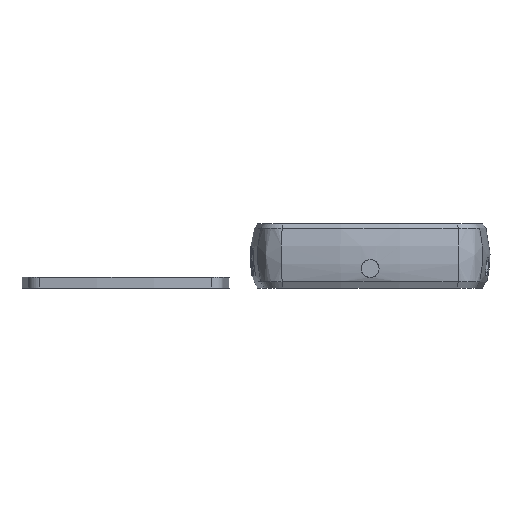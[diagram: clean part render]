
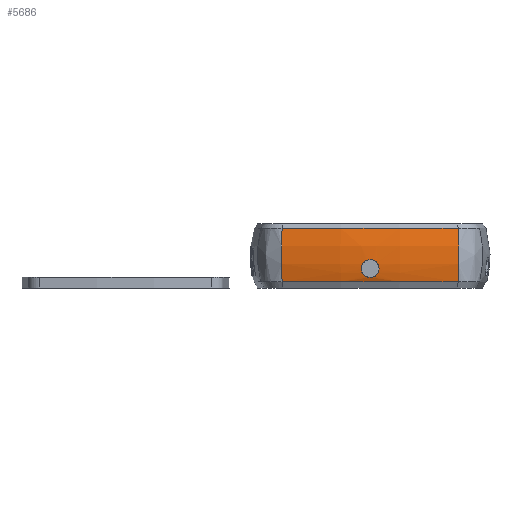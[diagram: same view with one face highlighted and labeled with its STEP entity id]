
A CAD part, front view. The second image highlights one B-rep face of the part: STEP entity #5686.
In plain terms, the highlighted toroidal (fillet/blend) face has major radius 237.96 mm and minor radius 64.548 mm.
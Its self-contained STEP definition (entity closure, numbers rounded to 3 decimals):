
#19=TOROIDAL_SURFACE('',#6231,237.961,64.548);
#101=B_SPLINE_CURVE_WITH_KNOTS('',3,(#10172,#10173,#10174,#10175,#10176,
#10177,#10178,#10179,#10180,#10181,#10182,#10183,#10184,#10185,#10186,#10187,
#10188,#10189,#10190,#10191,#10192,#10193,#10194,#10195,#10196,#10197,#10198,
#10199),.UNSPECIFIED.,.F.,.F.,(4,2,2,2,2,2,2,2,2,2,2,2,2,4),(-3.163,
-2.979,-2.779,-2.579,-2.38,-2.183,
-1.987,-1.787,-1.589,-1.39,
-1.194,-0.996,-0.797,-0.792),
 .UNSPECIFIED.);
#102=B_SPLINE_CURVE_WITH_KNOTS('',3,(#10200,#10201,#10202,#10203,#10204,
#10205,#10206,#10207,#10208,#10209),.UNSPECIFIED.,.F.,.F.,(4,2,2,2,4),(-0.792,
-0.598,-0.396,-0.196,0.),
 .UNSPECIFIED.);
#202=FACE_BOUND('',#949,.T.);
#593=FACE_OUTER_BOUND('',#948,.T.);
#948=EDGE_LOOP('',(#4846,#4847,#4848,#4849));
#949=EDGE_LOOP('',(#4850,#4851));
#2238=CIRCLE('',#6224,64.548);
#2240=CIRCLE('',#6230,300.728);
#2241=CIRCLE('',#6232,300.728);
#2242=CIRCLE('',#6233,64.548);
#2740=VERTEX_POINT('',#10139);
#2741=VERTEX_POINT('',#10151);
#2743=VERTEX_POINT('',#10163);
#2744=VERTEX_POINT('',#10167);
#2745=VERTEX_POINT('',#10170);
#2746=VERTEX_POINT('',#10171);
#3493=EDGE_CURVE('',#2740,#2741,#2238,.T.);
#3498=EDGE_CURVE('',#2740,#2743,#2240,.T.);
#3500=EDGE_CURVE('',#2741,#2744,#2241,.T.);
#3501=EDGE_CURVE('',#2743,#2744,#2242,.T.);
#3502=EDGE_CURVE('',#2745,#2746,#101,.T.);
#3503=EDGE_CURVE('',#2746,#2745,#102,.T.);
#4846=ORIENTED_EDGE('',*,*,#3493,.T.);
#4847=ORIENTED_EDGE('',*,*,#3500,.T.);
#4848=ORIENTED_EDGE('',*,*,#3501,.F.);
#4849=ORIENTED_EDGE('',*,*,#3498,.F.);
#4850=ORIENTED_EDGE('',*,*,#3502,.T.);
#4851=ORIENTED_EDGE('',*,*,#3503,.T.);
#5686=ADVANCED_FACE('',(#593,#202),#19,.T.);
#6224=AXIS2_PLACEMENT_3D('',#10153,#7604,#7605);
#6230=AXIS2_PLACEMENT_3D('',#10164,#7619,#7620);
#6231=AXIS2_PLACEMENT_3D('',#10166,#7622,#7623);
#6232=AXIS2_PLACEMENT_3D('',#10168,#7624,#7625);
#6233=AXIS2_PLACEMENT_3D('',#10169,#7626,#7627);
#7604=DIRECTION('center_axis',(0.986,-0.165,0.));
#7605=DIRECTION('ref_axis',(-0.16,-0.959,0.233));
#7619=DIRECTION('center_axis',(0.,0.,1.));
#7620=DIRECTION('ref_axis',(-0.165,-0.986,0.));
#7622=DIRECTION('center_axis',(0.,0.,1.));
#7623=DIRECTION('ref_axis',(1.,0.,0.));
#7624=DIRECTION('center_axis',(0.,0.,1.));
#7625=DIRECTION('ref_axis',(-0.165,-0.986,0.));
#7626=DIRECTION('center_axis',(0.986,0.165,0.));
#7627=DIRECTION('ref_axis',(0.16,-0.959,0.233));
#10139=CARTESIAN_POINT('',(-49.505,-61.525,33.6));
#10151=CARTESIAN_POINT('',(-49.505,-61.525,3.488));
#10153=CARTESIAN_POINT('Origin',(-39.172,0.386,18.544));
#10163=CARTESIAN_POINT('',(49.505,-61.525,33.6));
#10164=CARTESIAN_POINT('Origin',(0.,235.1,
33.6));
#10166=CARTESIAN_POINT('Origin',(0.,235.1,
18.544));
#10167=CARTESIAN_POINT('',(49.505,-61.525,3.488));
#10168=CARTESIAN_POINT('Origin',(0.,235.1,
3.488));
#10169=CARTESIAN_POINT('Origin',(39.172,0.386,18.544));
#10170=CARTESIAN_POINT('',(0.,-66.158,5.9));
#10171=CARTESIAN_POINT('',(5.,-66.913,10.9));
#10172=CARTESIAN_POINT('Ctrl Pts',(0.,-66.158,
5.9));
#10173=CARTESIAN_POINT('Ctrl Pts',(-0.615,-66.158,
5.9));
#10174=CARTESIAN_POINT('Ctrl Pts',(-1.224,-66.179,
6.013));
#10175=CARTESIAN_POINT('Ctrl Pts',(-2.416,-66.261,
6.472));
#10176=CARTESIAN_POINT('Ctrl Pts',(-2.98,-66.324,
6.831));
#10177=CARTESIAN_POINT('Ctrl Pts',(-3.936,-66.475,7.747));
#10178=CARTESIAN_POINT('Ctrl Pts',(-4.319,-66.561,
8.295));
#10179=CARTESIAN_POINT('Ctrl Pts',(-4.846,-66.736,
9.504));
#10180=CARTESIAN_POINT('Ctrl Pts',(-4.988,-66.823,
10.153));
#10181=CARTESIAN_POINT('Ctrl Pts',(-5.011,-66.98,
11.463));
#10182=CARTESIAN_POINT('Ctrl Pts',(-4.895,-67.05,
12.112));
#10183=CARTESIAN_POINT('Ctrl Pts',(-4.419,-67.168,
13.328));
#10184=CARTESIAN_POINT('Ctrl Pts',(-4.066,-67.214,
13.882));
#10185=CARTESIAN_POINT('Ctrl Pts',(-3.155,-67.287,
14.835));
#10186=CARTESIAN_POINT('Ctrl Pts',(-2.604,-67.312,
15.22));
#10187=CARTESIAN_POINT('Ctrl Pts',(-1.386,-67.346,
15.749));
#10188=CARTESIAN_POINT('Ctrl Pts',(-0.732,-67.353,
15.89));
#10189=CARTESIAN_POINT('Ctrl Pts',(0.591,-67.354,
15.909));
#10190=CARTESIAN_POINT('Ctrl Pts',(1.248,-67.348,15.787));
#10191=CARTESIAN_POINT('Ctrl Pts',(2.47,-67.317,15.297));
#10192=CARTESIAN_POINT('Ctrl Pts',(3.024,-67.294,14.935));
#10193=CARTESIAN_POINT('Ctrl Pts',(3.963,-67.225,14.019));
#10194=CARTESIAN_POINT('Ctrl Pts',(4.338,-67.18,13.472));
#10195=CARTESIAN_POINT('Ctrl Pts',(4.856,-67.066,12.262));
#10196=CARTESIAN_POINT('Ctrl Pts',(4.993,-66.997,11.61));
#10197=CARTESIAN_POINT('Ctrl Pts',(5.,-66.917,10.935));
#10198=CARTESIAN_POINT('Ctrl Pts',(5.,-66.915,10.917));
#10199=CARTESIAN_POINT('Ctrl Pts',(5.,-66.913,10.9));
#10200=CARTESIAN_POINT('Ctrl Pts',(5.,-66.913,10.9));
#10201=CARTESIAN_POINT('Ctrl Pts',(5.,-66.836,10.257));
#10202=CARTESIAN_POINT('Ctrl Pts',(4.876,-66.752,9.62));
#10203=CARTESIAN_POINT('Ctrl Pts',(4.385,-66.578,8.406));
#10204=CARTESIAN_POINT('Ctrl Pts',(4.013,-66.491,7.844));
#10205=CARTESIAN_POINT('Ctrl Pts',(3.075,-66.336,6.902));
#10206=CARTESIAN_POINT('Ctrl Pts',(2.518,-66.271,6.53));
#10207=CARTESIAN_POINT('Ctrl Pts',(1.301,-66.181,6.028));
#10208=CARTESIAN_POINT('Ctrl Pts',(0.654,-66.158,
5.9));
#10209=CARTESIAN_POINT('Ctrl Pts',(0.,-66.158,
5.9));
